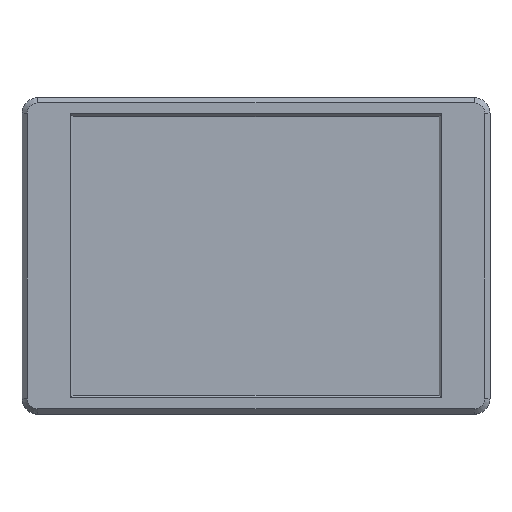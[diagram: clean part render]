
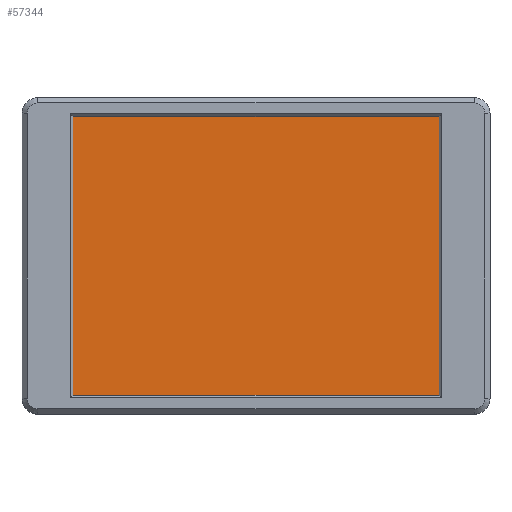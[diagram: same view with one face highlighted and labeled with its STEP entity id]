
A CAD part, top view. The second image highlights one B-rep face of the part: STEP entity #57344.
In plain terms, the highlighted planar face has unit normal (0, 0, 1).
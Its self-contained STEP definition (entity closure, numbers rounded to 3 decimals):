
#5417=ORIENTED_EDGE('',*,*,#20326,.T.);
#5418=ORIENTED_EDGE('',*,*,#20327,.T.);
#5419=ORIENTED_EDGE('',*,*,#20328,.T.);
#5420=ORIENTED_EDGE('',*,*,#20329,.T.);
#20326=EDGE_CURVE('',#28032,#28033,#33750,.T.);
#20327=EDGE_CURVE('',#28033,#28034,#33751,.T.);
#20328=EDGE_CURVE('',#28034,#28035,#33752,.T.);
#20329=EDGE_CURVE('',#28035,#28032,#33753,.T.);
#28032=VERTEX_POINT('',#98729);
#28033=VERTEX_POINT('',#98730);
#28034=VERTEX_POINT('',#98732);
#28035=VERTEX_POINT('',#98734);
#33750=LINE('',#98728,#40616);
#33751=LINE('',#98731,#40617);
#33752=LINE('',#98733,#40618);
#33753=LINE('',#98735,#40619);
#40616=VECTOR('',#80554,1000.);
#40617=VECTOR('',#80555,1000.);
#40618=VECTOR('',#80556,1000.);
#40619=VECTOR('',#80557,1000.);
#46914=EDGE_LOOP('',(#5417,#5418,#5419,#5420));
#50861=FACE_BOUND('',#46914,.T.);
#54556=PLANE('',#74493);
#57344=ADVANCED_FACE('',(#50861),#54556,.T.);
#74493=AXIS2_PLACEMENT_3D('',#98727,#80552,#80553);
#80552=DIRECTION('',(0.,0.,1.));
#80553=DIRECTION('',(1.,0.,0.));
#80554=DIRECTION('',(-1.,0.,0.));
#80555=DIRECTION('',(0.,-1.,0.));
#80556=DIRECTION('',(1.,0.,0.));
#80557=DIRECTION('',(0.,1.,0.));
#98727=CARTESIAN_POINT('',(5.352,0.986,-51.241));
#98728=CARTESIAN_POINT('',(74.652,51.186,-51.241));
#98729=CARTESIAN_POINT('',(74.652,51.186,-51.241));
#98730=CARTESIAN_POINT('',(-3.048,51.186,-51.241));
#98731=CARTESIAN_POINT('',(-3.048,51.186,-51.241));
#98732=CARTESIAN_POINT('',(-3.048,-3.854,-51.241));
#98733=CARTESIAN_POINT('',(5.352,-3.854,-51.241));
#98734=CARTESIAN_POINT('',(74.652,-3.854,-51.241));
#98735=CARTESIAN_POINT('',(74.652,0.986,-51.241));
